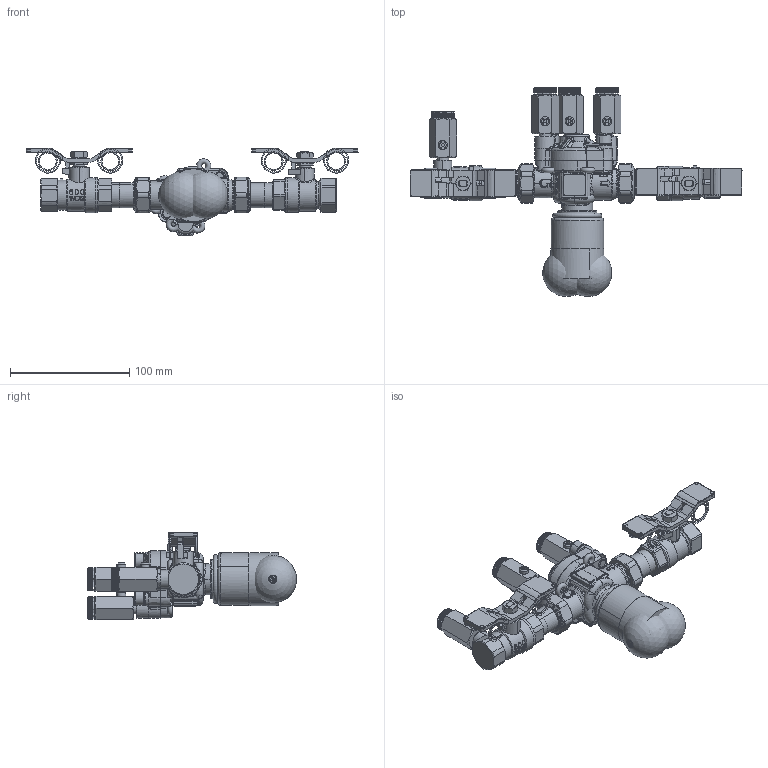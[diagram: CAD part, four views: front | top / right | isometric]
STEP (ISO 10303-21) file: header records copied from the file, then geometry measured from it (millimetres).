
FILE_DESCRIPTION((''),'2;1');
FILE_NAME('574004A_ALLCATPART_SW0001','2017-07-12T',('sparenzan'),(''),'CREO PARAMETRIC BY PTC INC, 2016050','CREO PARAMETRIC BY PTC INC, 2016050','');
FILE_SCHEMA(('CONFIG_CONTROL_DESIGN'));
Products named in the file (1): 574004A_ALLCATPART_SW0001
Bounding box: 278.22 x 175.17 x 73.66 mm (x, y, z)
Surface area: 141113.7 mm2 (no closed solid volume)
Topology: 0 solids, 0 shells, 2374 faces, 13760 edges, 13624 vertices
Faces by surface type: bspline 2213, torus 124, sphere 37
Entity records: 248972 total; most frequent: CARTESIAN_POINT 130272, DIRECTION 18081, TRIMMED_CURVE 15526, DEFINITIONAL_REPRESENTATION 13533, PCURVE 13533, COMPOSITE_CURVE_SEGMENT 13533, VECTOR 13293, LINE 13293
